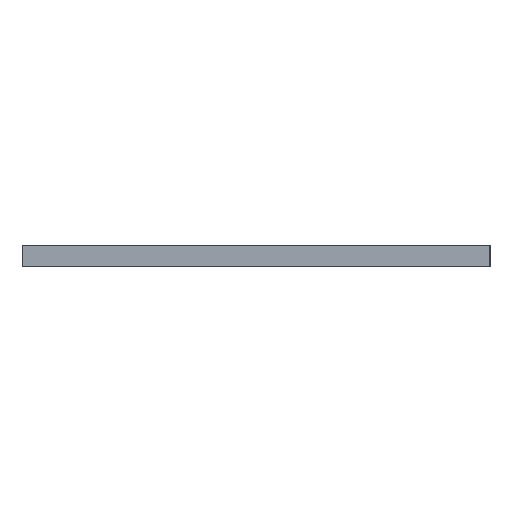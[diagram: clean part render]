
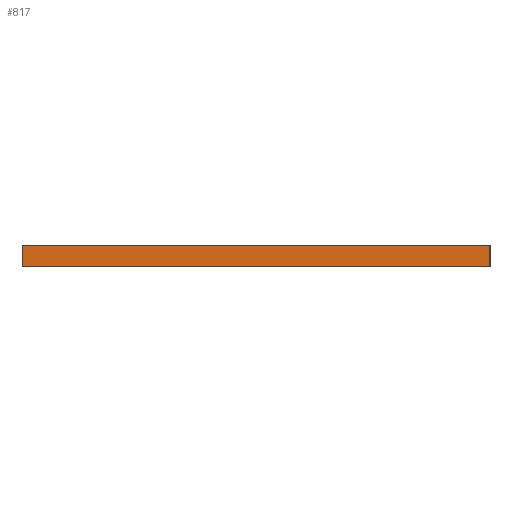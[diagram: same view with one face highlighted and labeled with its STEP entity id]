
A CAD part, left-side view. The second image highlights one B-rep face of the part: STEP entity #817.
In plain terms, the highlighted planar face has unit normal (-1, 0, 0).
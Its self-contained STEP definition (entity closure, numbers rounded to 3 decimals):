
#4 = AXIS2_PLACEMENT_3D ( 'NONE', #401, #521, #376 ) ;
#22 = VECTOR ( 'NONE', #659, 1000. ) ;
#65 = ORIENTED_EDGE ( 'NONE', *, *, #875, .F. ) ;
#152 = ORIENTED_EDGE ( 'NONE', *, *, #837, .T. ) ;
#168 = ORIENTED_EDGE ( 'NONE', *, *, #824, .F. ) ;
#171 = ORIENTED_EDGE ( 'NONE', *, *, #784, .T. ) ;
#212 = EDGE_LOOP ( 'NONE', ( #152, #65, #168, #171 ) ) ;
#259 = VECTOR ( 'NONE', #394, 1000. ) ;
#280 = LINE ( 'NONE', #288, #912 ) ;
#288 = CARTESIAN_POINT ( 'NONE',  ( -241.3, 21.8, 0. ) ) ;
#319 = DIRECTION ( 'NONE',  ( 0., -1., 0. ) ) ;
#323 = VERTEX_POINT ( 'NONE', #711 ) ;
#325 = VERTEX_POINT ( 'NONE', #700 ) ;
#337 = VERTEX_POINT ( 'NONE', #719 ) ;
#366 = PLANE ( 'NONE',  #4 ) ;
#376 = DIRECTION ( 'NONE',  ( 0., 0., -1. ) ) ;
#387 = DIRECTION ( 'NONE',  ( 0., -1., 0. ) ) ;
#394 = DIRECTION ( 'NONE',  ( 0., 0., -1. ) ) ;
#401 = CARTESIAN_POINT ( 'NONE',  ( -241.3, 21.8, 2. ) ) ;
#455 = CARTESIAN_POINT ( 'NONE',  ( -241.3, 21.8, 2. ) ) ;
#456 = CARTESIAN_POINT ( 'NONE',  ( -241.3, -21.8, 2. ) ) ;
#464 = LINE ( 'NONE', #456, #259 ) ;
#521 = DIRECTION ( 'NONE',  ( 1., 0., 0. ) ) ;
#531 = FACE_OUTER_BOUND ( 'NONE', #212, .T. ) ;
#569 = CARTESIAN_POINT ( 'NONE',  ( -241.3, 21.8, 0. ) ) ;
#649 = LINE ( 'NONE', #455, #894 ) ;
#659 = DIRECTION ( 'NONE',  ( 0., 0., -1. ) ) ;
#673 = LINE ( 'NONE', #764, #22 ) ;
#697 = VERTEX_POINT ( 'NONE', #569 ) ;
#700 = CARTESIAN_POINT ( 'NONE',  ( -241.3, -21.8, 2. ) ) ;
#711 = CARTESIAN_POINT ( 'NONE',  ( -241.3, 21.8, 2. ) ) ;
#719 = CARTESIAN_POINT ( 'NONE',  ( -241.3, -21.8, 0. ) ) ;
#764 = CARTESIAN_POINT ( 'NONE',  ( -241.3, 21.8, 2. ) ) ;
#784 = EDGE_CURVE ( 'NONE', #323, #697, #673, .T. ) ;
#817 = ADVANCED_FACE ( 'NONE', ( #531 ), #366, .F. ) ;
#824 = EDGE_CURVE ( 'NONE', #323, #325, #649, .T. ) ;
#837 = EDGE_CURVE ( 'NONE', #697, #337, #280, .T. ) ;
#875 = EDGE_CURVE ( 'NONE', #325, #337, #464, .T. ) ;
#894 = VECTOR ( 'NONE', #387, 1000. ) ;
#912 = VECTOR ( 'NONE', #319, 1000. ) ;
